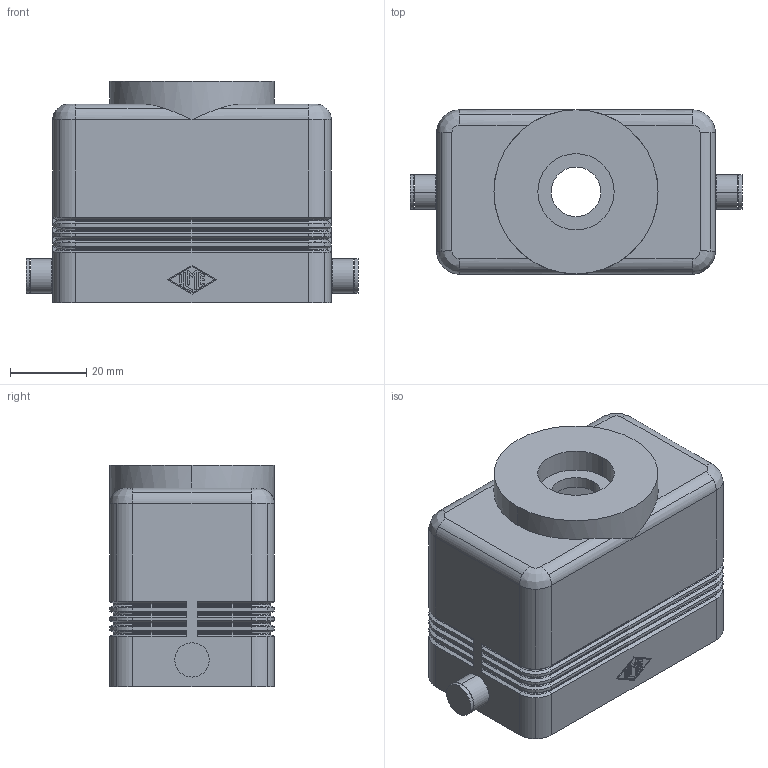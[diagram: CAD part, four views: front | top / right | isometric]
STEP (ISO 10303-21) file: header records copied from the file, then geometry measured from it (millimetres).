
FILE_DESCRIPTION((''),'2;1');
FILE_NAME('MMV 03 L20.stp','2006-12-22T11:51:17',('gembarski'),(''),'Autodesk Inventor 7','Autodesk Inventor 7','');
FILE_SCHEMA(('AUTOMOTIVE_DESIGN { 1 0 10303 214 1 1 1 1 }'));
Length unit declared in the file: millimetre
Products named in the file (1): MMV 03 L20
Bounding box: 87 x 43 x 58 mm (x, y, z)
Volume: 57188.5 mm3; surface area: 30565.6 mm2
Topology: 1 solids, 1 shells, 479 faces, 1161 edges, 700 vertices
Faces by surface type: cylinder 200, bspline 144, plane 119, cone 16
Entity records: 16072 total; most frequent: CARTESIAN_POINT 5065, DIRECTION 2311, ORIENTED_EDGE 2306, EDGE_CURVE 1153, AXIS2_PLACEMENT_3D 830, VERTEX_POINT 700, VECTOR 651, LINE 651
